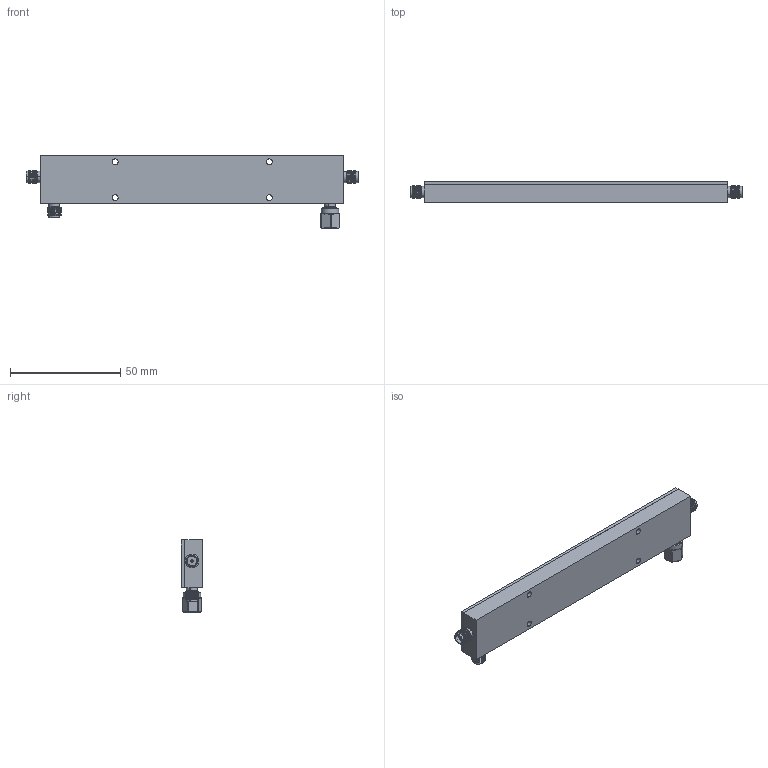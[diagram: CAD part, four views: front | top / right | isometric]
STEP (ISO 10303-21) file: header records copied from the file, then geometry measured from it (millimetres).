
FILE_DESCRIPTION (( 'STEP AP214' ), '1' );
FILE_NAME ('DCS 303_D.STEP', '2022-08-01T16:13:18', ( '' ), ( '' ), 'SwSTEP 2.0', 'SolidWorks 2021', '' );
FILE_SCHEMA (( 'AUTOMOTIVE_DESIGN' ));
Length unit declared in the file: inch
Products named in the file (1): DCS 303_D
Bounding box: 150.47 x 9.65 x 32.94 mm (x, y, z)
Volume: 29545.5 mm3; surface area: 18260.2 mm2
Topology: 15 solids, 15 shells, 1074 faces, 2741 edges, 1708 vertices
Faces by surface type: cylinder 568, plane 254, cone 144, bspline 92, sphere 14, torus 2
Entity records: 43062 total; most frequent: CARTESIAN_POINT 10336, DIRECTION 5781, ORIENTED_EDGE 5418, EDGE_CURVE 2709, AXIS2_PLACEMENT_3D 2257, VERTEX_POINT 1708, CIRCLE 1274, VECTOR 1267
